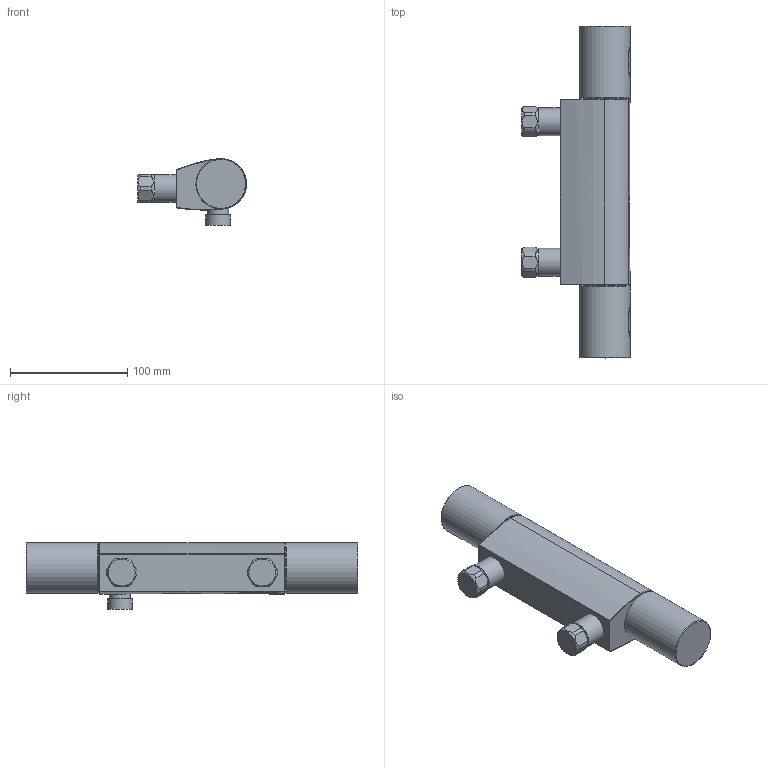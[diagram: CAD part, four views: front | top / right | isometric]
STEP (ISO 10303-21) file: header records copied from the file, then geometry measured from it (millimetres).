
FILE_DESCRIPTION(/* description */ ('Unknown'),/* implementation_level */ '2;1');
FILE_NAME(/* name */ '34778000',/* time_stamp */ '2022-09-09T18:52:33+02:00',/* author */ ('Unknown'),/* organization */ ('GROHE AG'),/* preprocessor_version */ 'ST-DEVELOPER v16.7',/* originating_system */ 'DEX',/* authorisation */ $);
FILE_SCHEMA (('AUTOMOTIVE_DESIGN {1 0 10303 214 3 1 1}'));
Length unit declared in the file: millimetre
Products named in the file (11): 34778000; 34778000_0; 34778000_1; 34778000_2; 34778000_3; 34778000_4; 34778000_5; 34778000_6; 34778000_7; 34778000_8
Assembly tree (10 placements, depth 2):
  34778000
    34778000
    34778000_0
    34778000_1
    34778000_2
    34778000_3
    34778000_4
    34778000_5
    34778000_6
    34778000_7
    34778000_8
Bounding box: 92.85 x 283.22 x 56.9 mm (x, y, z)
Volume: 388851.1 mm3; surface area: 110551.2 mm2
Topology: 10 solids, 10 shells, 820 faces, 2008 edges, 1205 vertices
Faces by surface type: cylinder 237, plane 226, bspline 224, cone 55, sphere 52, torus 26
Full cylindrical faces by diameter (mm): 11.5 x1, 12.2 x1, 13.5 x1, 13.917 x1, 15 x1, 15.7 x1, 16 x1, 16.7 x1, 17.5 x2, 18 x1, 18.1 x1, 18.631 x1, 18.7 x4, 18.917 x2, 19.5 x1, 20 x2, 20.9 x4, 20.96 x1, 21 x3, 21.1 x1, 23.8 x2, 24 x1, 25 x1, 25.5 x1, 28.4 x1, 29.2 x1, 29.5 x1, 31.8 x1, 33.45 x1, 33.73 x1
Entity records: 34182 total; most frequent: CARTESIAN_POINT 13424, ORIENTED_EDGE 3684, DIRECTION 3246, EDGE_CURVE 1842, AXIS2_PLACEMENT_3D 1346, VERTEX_POINT 1153, EDGE_LOOP 949, FACE_BOUND 949
